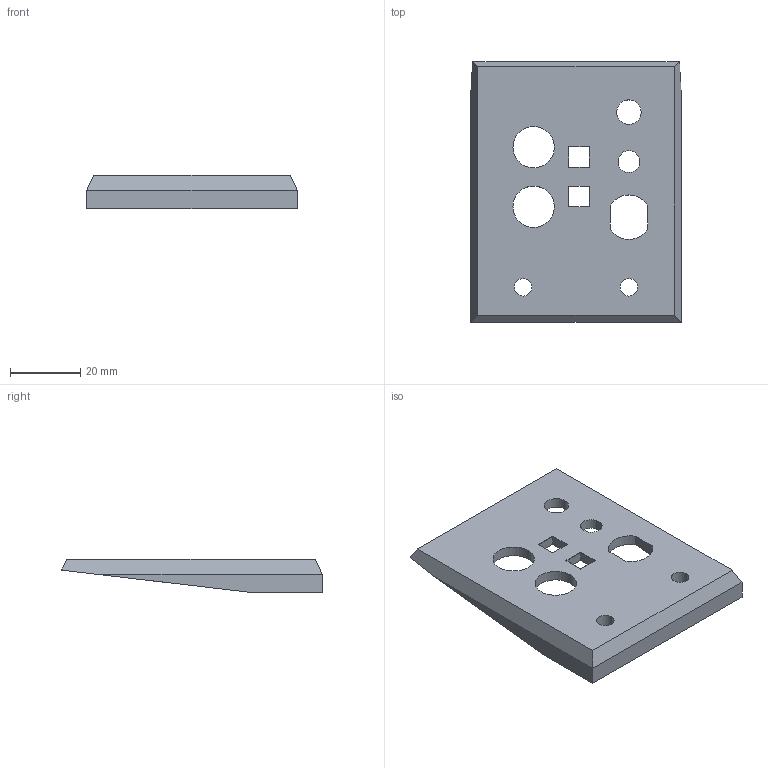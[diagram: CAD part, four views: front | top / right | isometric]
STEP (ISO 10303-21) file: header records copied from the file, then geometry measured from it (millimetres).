
FILE_DESCRIPTION (( 'STEP AP214' ), '1' );
FILE_NAME ('05_00_00-control_panel.STEP', '2017-07-24T22:17:55', ( '' ), ( '' ), 'SwSTEP 2.0', 'SolidWorks 2016', '' );
FILE_SCHEMA (( 'AUTOMOTIVE_DESIGN' ));
Length unit declared in the file: millimetre
Products named in the file (1): 05_00_00-control_panel
Bounding box: 60.2 x 74.43 x 9.5 mm (x, y, z)
Volume: 20246.1 mm3; surface area: 10921.3 mm2
Topology: 1 solids, 1 shells, 49 faces, 129 edges, 82 vertices
Faces by surface type: plane 35, cylinder 14
Entity records: 1565 total; most frequent: CARTESIAN_POINT 261, ORIENTED_EDGE 258, DIRECTION 257, EDGE_CURVE 129, LINE 101, VECTOR 101, VERTEX_POINT 82, AXIS2_PLACEMENT_3D 78
